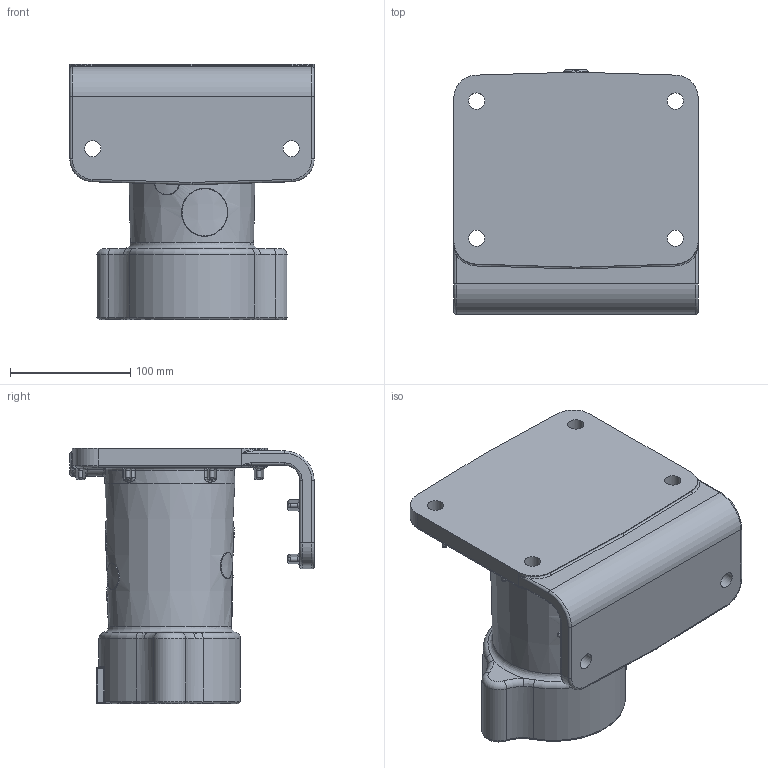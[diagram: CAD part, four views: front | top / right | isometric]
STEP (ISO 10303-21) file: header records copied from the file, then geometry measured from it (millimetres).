
FILE_DESCRIPTION(/* description */ ('PL GL BRACKET WITHOUT GROOVE (GRAY) (Render Model)'),/* implementation_level */ '2;1');
FILE_NAME(/* name */ 'PL RGB [Solid].stp',/* time_stamp */ '2022-10-04T12:43:13+10:00',/* author */ ('a.tao491'),/* organization */ (''),/* preprocessor_version */ 'ST-DEVELOPER v16.5',/* originating_system */ 'Autodesk Inventor 2017',/* authorisation */ '');
FILE_SCHEMA (('AUTOMOTIVE_DESIGN { 1 0 10303 214 3 1 1 }'));
Length unit declared in the file: millimetre
Products named in the file (1): 2729_SLD
Bounding box: 203 x 203 x 212 mm (x, y, z)
Volume: 2745410.3 mm3; surface area: 215404.6 mm2
Topology: 1 solids, 1 shells, 344 faces, 806 edges, 457 vertices
Faces by surface type: cylinder 132, bspline 74, plane 63, torus 56, sphere 10, cone 9
Full cylindrical faces by diameter (mm): 2.7 x2, 13.5 x6, 108 x1
Entity records: 12738 total; most frequent: CARTESIAN_POINT 5223, DIRECTION 1588, ORIENTED_EDGE 1530, EDGE_CURVE 765, AXIS2_PLACEMENT_3D 664, VERTEX_POINT 446, EDGE_LOOP 379, FACE_OUTER_BOUND 344
